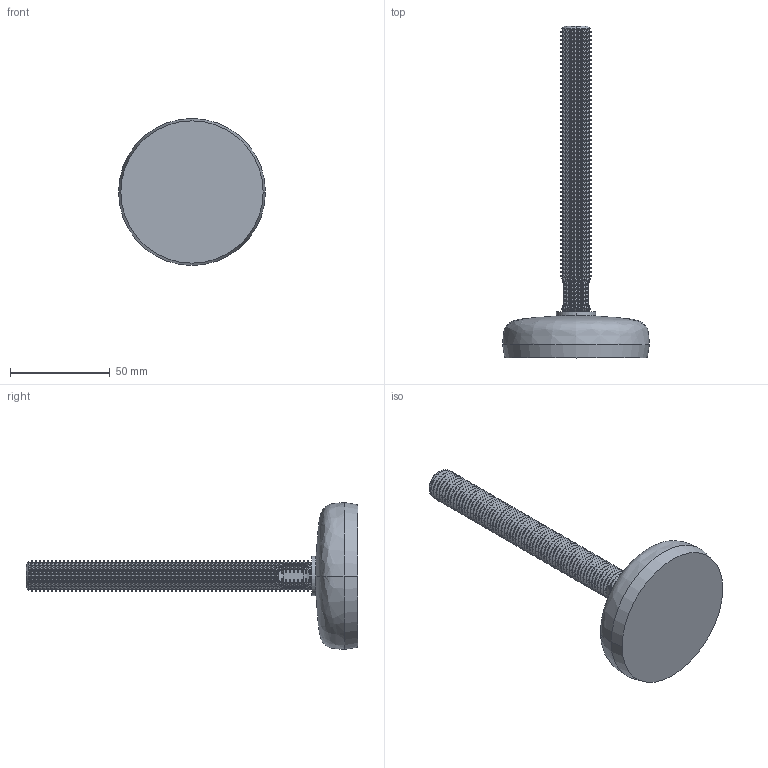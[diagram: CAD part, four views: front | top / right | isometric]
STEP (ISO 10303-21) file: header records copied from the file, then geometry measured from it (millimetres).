
FILE_DESCRIPTION (( 'STEP AP214' ), '1' );
FILE_NAME ('M075(s)a-M(s)16150_147_147(2.0), AISI 316_Solid.step', '2021-01-11T09:53:22', ( '' ), ( '' ), 'SwSTEP 2.0', 'SolidWorks 2019', '' );
FILE_SCHEMA (( 'AUTOMOTIVE_DESIGN' ));
Length unit declared in the file: millimetre
Products named in the file (6): M075(s)a Rubber; Washer Ø20.0x10.5x2.0 AISI-316 DIN125; M(s)16150_143_143(2.0), AISI316; M075(s)a-M(s)16150_147_147(2.0), AISI 316_Solid; M075(s), AISI 316_Customer; M075(s)g Steel cover
Assembly tree (5 placements, depth 3):
  M075(s)a-M(s)16150_147_147(2.0), AISI 316_Solid
    M075(s), AISI 316_Customer
      M075(s)a Rubber
      M075(s)g Steel cover
    M(s)16150_143_143(2.0), AISI316
    Washer Ø20.0x10.5x2.0 AISI-316 DIN125
Bounding box: 73.49 x 166 x 73.51 mm (x, y, z)
Volume: 103472.8 mm3; surface area: 36589.8 mm2
Topology: 4 solids, 4 shells, 774 faces, 1643 edges, 880 vertices
Faces by surface type: torus 432, cone 299, cylinder 24, plane 13, bspline 6
Entity records: 22131 total; most frequent: CARTESIAN_POINT 4932, DIRECTION 4193, ORIENTED_EDGE 3286, AXIS2_PLACEMENT_3D 1951, EDGE_CURVE 1643, CIRCLE 1174, VERTEX_POINT 880, EDGE_LOOP 781
